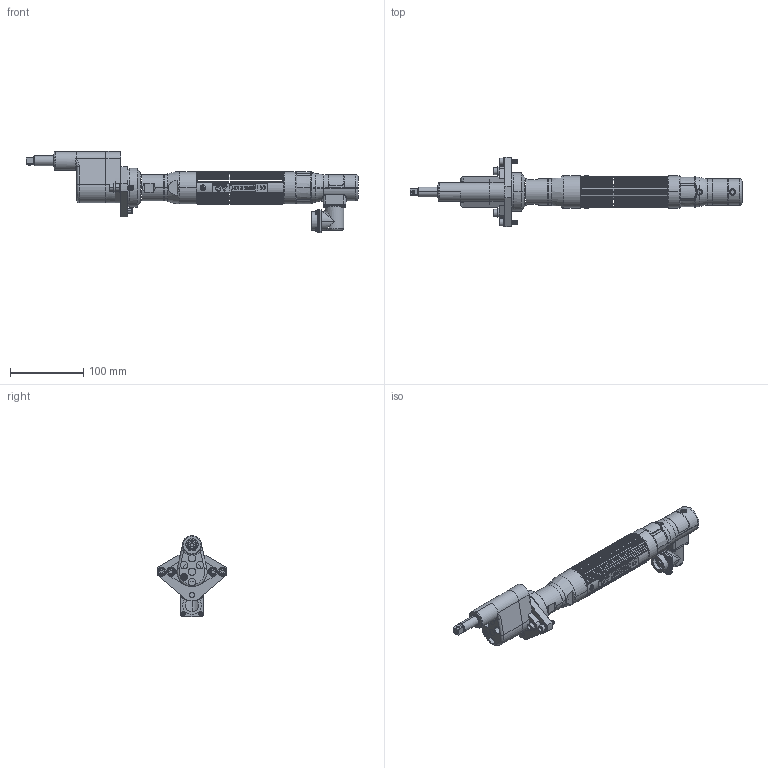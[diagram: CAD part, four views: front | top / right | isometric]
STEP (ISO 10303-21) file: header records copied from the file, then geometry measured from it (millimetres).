
FILE_DESCRIPTION((''),'2;1');
FILE_NAME('EB33MDF1-25','2012-04-19T',('EJF1116'),(''),'PRO/ENGINEER BY PARAMETRIC TECHNOLOGY CORPORATION, 2010430','PRO/ENGINEER BY PARAMETRIC TECHNOLOGY CORPORATION, 2010430','');
FILE_SCHEMA(('CONFIG_CONTROL_DESIGN'));
Length unit declared in the file: inch
Products named in the file (1): EB33MDF1-25
Bounding box: 454.05 x 95.44 x 110.82 mm (x, y, z)
Surface area: 83221.7 mm2 (no closed solid volume)
Topology: 0 solids, 114 shells, 514 faces, 2939 edges, 2434 vertices
Faces by surface type: cylinder 237, plane 148, bspline 51, torus 40, cone 36, extrusion 2
Entity records: 39117 total; most frequent: CARTESIAN_POINT 17883, DIRECTION 4059, ORIENTED_EDGE 3742, EDGE_CURVE 2939, VERTEX_POINT 2434, VECTOR 1479, LINE 1477, AXIS2_PLACEMENT_3D 1290
